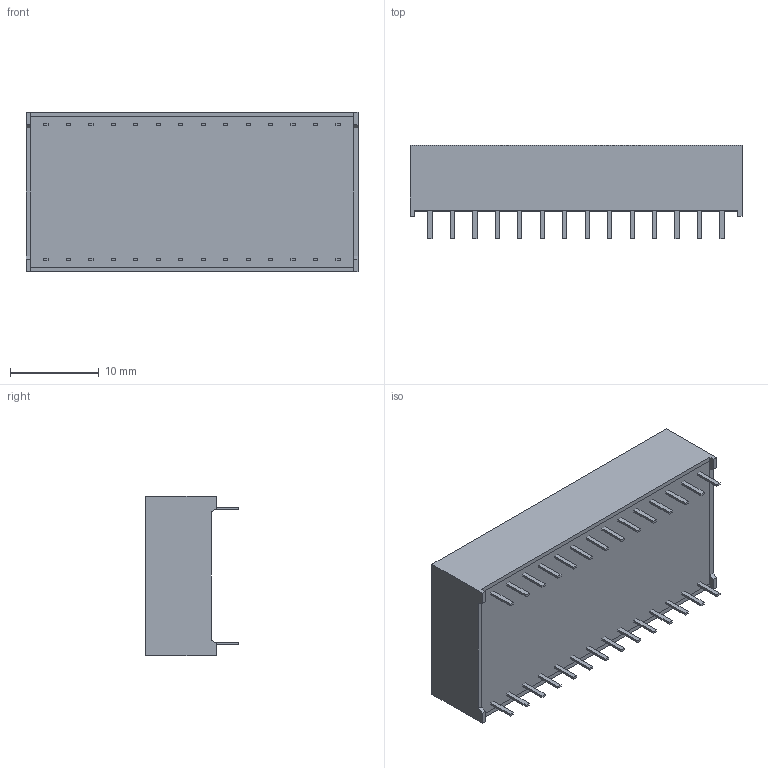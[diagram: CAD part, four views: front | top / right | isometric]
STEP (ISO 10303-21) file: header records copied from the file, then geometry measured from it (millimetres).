
FILE_DESCRIPTION(('STEP AP242'),'1');
FILE_NAME('lb-603vf.stp','2021-02-04T07:30:20',('TraceParts'),('TraceParts S.A.'),'Spatial InterOp 3D',' ',' ');
FILE_SCHEMA(('AP242_MANAGED_MODEL_BASED_3D_ENGINEERING_MIM_LF {1 0 10303 442 1 1 4}'));
Length unit declared in the file: millimetre
Products named in the file (1): lb-603vf_1
Bounding box: 37.5 x 10.5 x 18 mm (x, y, z)
Volume: 5011.2 mm3; surface area: 5061.1 mm2
Topology: 30 solids, 30 shells, 481 faces, 1196 edges, 796 vertices
Faces by surface type: plane 473, cylinder 8
Entity records: 14463 total; most frequent: CARTESIAN_POINT 2503, ORIENTED_EDGE 2392, DIRECTION 2238, EDGE_CURVE 1196, LINE 1176, VECTOR 1176, VERTEX_POINT 796, EDGE_LOOP 548
